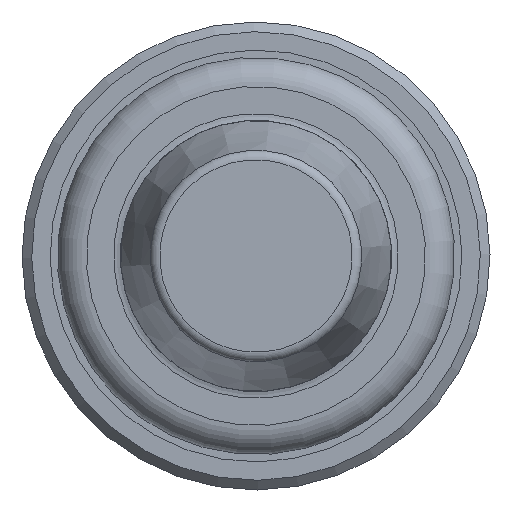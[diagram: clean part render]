
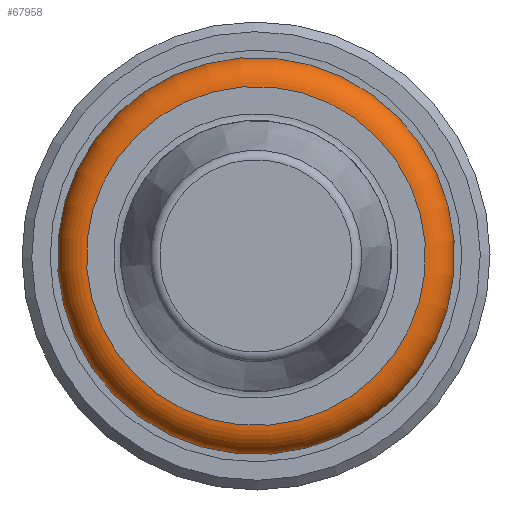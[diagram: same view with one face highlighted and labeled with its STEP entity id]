
A CAD part, left-side view. The second image highlights one B-rep face of the part: STEP entity #67958.
In plain terms, the highlighted toroidal (fillet/blend) face has major radius 8.75 mm and minor radius 1.5 mm.
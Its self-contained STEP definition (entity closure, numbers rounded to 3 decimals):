
#67904=CARTESIAN_POINT('',(-13.55,-2.195,-8.47));
#67905=VERTEX_POINT('',#67904);
#67906=CARTESIAN_POINT('',(-13.55,0.0,0.0));
#67907=DIRECTION('',(1.0,0.0,0.0));
#67908=DIRECTION('',(0.0,0.251,0.968));
#67909=AXIS2_PLACEMENT_3D('',#67906,#67907,#67908);
#67910=CIRCLE('',#67909,8.75);
#67911=EDGE_CURVE('',#67905,#67905,#67910,.T.);
#67939=CARTESIAN_POINT('',(-12.05,0.0,0.0));
#67940=DIRECTION('',(1.0,0.0,0.0));
#67941=DIRECTION('',(0.0,-0.968,0.251));
#67942=AXIS2_PLACEMENT_3D('',#67939,#67940,#67941);
#67943=TOROIDAL_SURFACE('',#67942,8.75,1.5);
#67944=ORIENTED_EDGE('',*,*,#67911,.T.);
#67945=EDGE_LOOP('',(#67944));
#67946=FACE_OUTER_BOUND('',#67945,.T.);
#67947=CARTESIAN_POINT('',(-12.05,-2.571,-9.922));
#67948=VERTEX_POINT('',#67947);
#67949=CARTESIAN_POINT('',(-12.05,0.0,0.0));
#67950=DIRECTION('',(-1.0,0.0,0.0));
#67951=DIRECTION('',(0.0,0.251,0.968));
#67952=AXIS2_PLACEMENT_3D('',#67949,#67950,#67951);
#67953=CIRCLE('',#67952,10.25);
#67954=EDGE_CURVE('',#67948,#67948,#67953,.T.);
#67955=ORIENTED_EDGE('',*,*,#67954,.T.);
#67956=EDGE_LOOP('',(#67955));
#67957=FACE_BOUND('',#67956,.T.);
#67958=ADVANCED_FACE('',(#67946,#67957),#67943,.T.);
